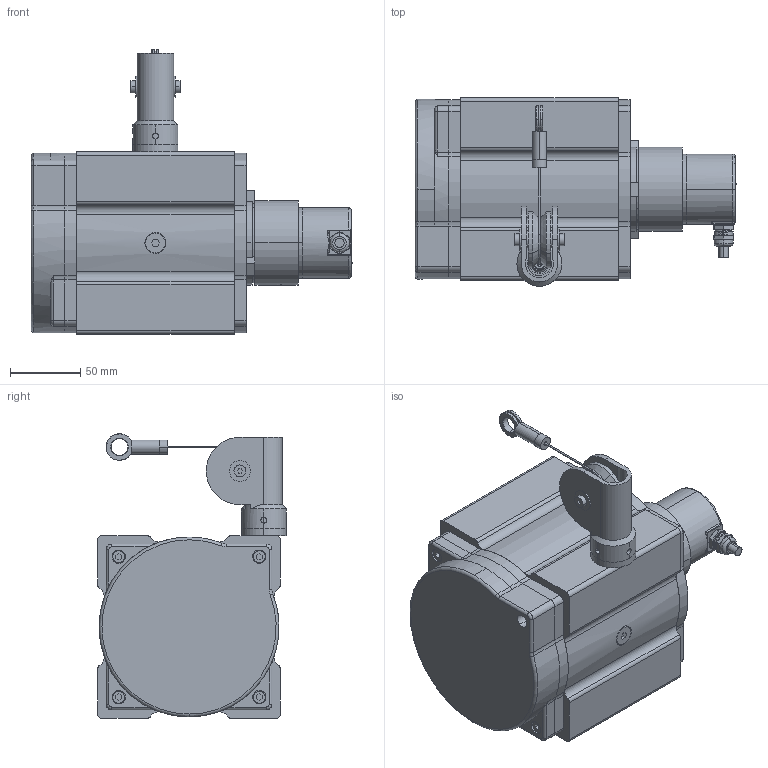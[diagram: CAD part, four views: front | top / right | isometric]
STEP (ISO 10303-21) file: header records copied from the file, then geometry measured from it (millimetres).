
FILE_DESCRIPTION(('CATIA V5 STEP Exchange'),'2;1');
FILE_NAME('LDF130PSPD-ASM-JSCM50-9304-2B.stp','2025-11-21T08:29:08+00:00',('none'),('none'),'CATIA Version 5 Release 21 GA (IN-10)','CATIA V5 STEP AP203','none');
FILE_SCHEMA(('CONFIG_CONTROL_DESIGN'));
Length unit declared in the file: millimetre
Products named in the file (6): LDF130PS-ASM; LDF130PS-T-ASM; LDF130P-JH-ASM; LDF130P-BMQ-ASM; LDF130P-JSCM50-ESK50-ASM; LDF130P-P-ZJ-ASM
Assembly tree (43 placements, depth 3):
  LDF130PS-ASM
    LDF130PS-T-ASM
      #66
      #4023
    LDF130P-JH-ASM
      #4546
      #6612
      #8825  x4
    LDF130P-BMQ-ASM
      #9322
      #11469  x3
      #11889  x4
      #12365  x3
    LDF130P-JSCM50-ESK50-ASM
      #12847
      #13668
      #14099
    LDF130P-P-ZJ-ASM
      #26582
      #27222
      #27898
      #28259
      #29690
      #30051  x2
      #30449
      #30856
      #31637
      #31961
      #32166
      #32459  x2
      #32643  x2
Bounding box: 229 x 134.2 x 202.5 mm (x, y, z)
Volume: 1062615.7 mm3; surface area: 337417.2 mm2
Topology: 37 solids, 48 shells, 1165 faces, 2992 edges, 1972 vertices
Faces by surface type: cylinder 517, plane 364, bspline 160, cone 90, torus 34
Entity records: 32438 total; most frequent: CARTESIAN_POINT 10050, ORIENTED_EDGE 4996, DIRECTION 3381, EDGE_CURVE 2604, AXIS2_PLACEMENT_3D 1745, VERTEX_POINT 1720, EDGE_LOOP 1168, CIRCLE 1024
